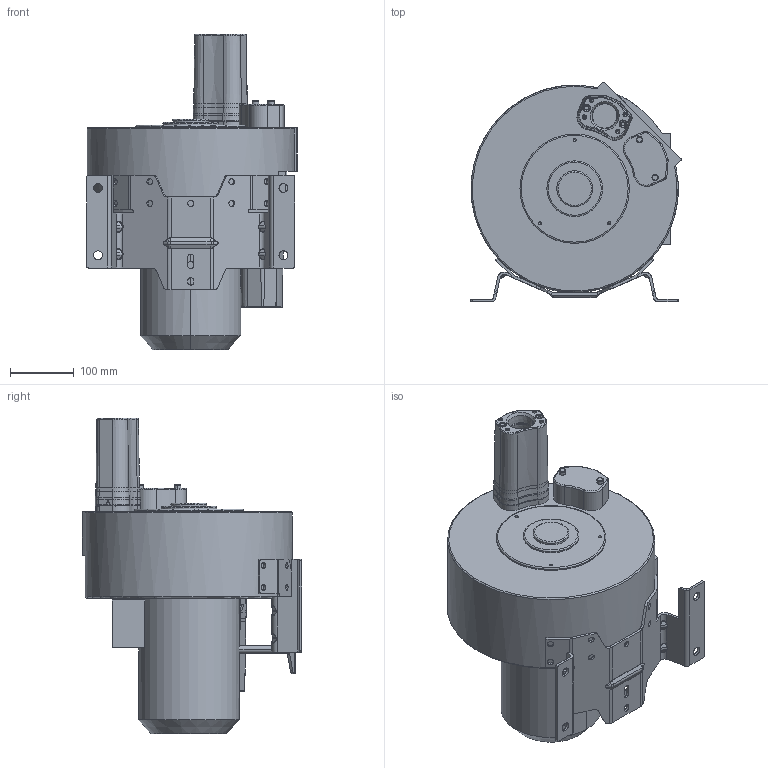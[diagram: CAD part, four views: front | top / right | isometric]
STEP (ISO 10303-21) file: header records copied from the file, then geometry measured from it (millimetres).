
FILE_DESCRIPTION((''),'2;1');
FILE_NAME('ASP0065-2ST111_ASM','2016-06-16T',('rnennstiel'),('vacuvane vacuum technology gmbh'),'CREO PARAMETRIC BY PTC INC, 2015290','CREO PARAMETRIC BY PTC INC, 2015290','');
FILE_SCHEMA(('CONFIG_CONTROL_DESIGN'));
Length unit declared in the file: millimetre
Products named in the file (4): ASP0065-2ST111; MD-001605; MD-000213; ASP0065-2ST111_ASM
Assembly tree (4 placements, depth 2):
  ASP0065-2ST111_ASM
    ASP0065-2ST111
    MD-001605
    MD-000213  x2
Bounding box: 329.14 x 343.14 x 493 mm (x, y, z)
Volume: 16268385.1 mm3; surface area: 709387.5 mm2
Topology: 4 solids, 4 shells, 1309 faces, 3169 edges, 1855 vertices
Faces by surface type: cylinder 399, bspline 278, plane 264, cone 194, torus 152, sphere 20, extrusion 2
Entity records: 33246 total; most frequent: CARTESIAN_POINT 13558, ORIENTED_EDGE 4238, DIRECTION 3958, EDGE_CURVE 2119, AXIS2_PLACEMENT_3D 1566, VERTEX_POINT 1275, EDGE_LOOP 944, FACE_OUTER_BOUND 879
